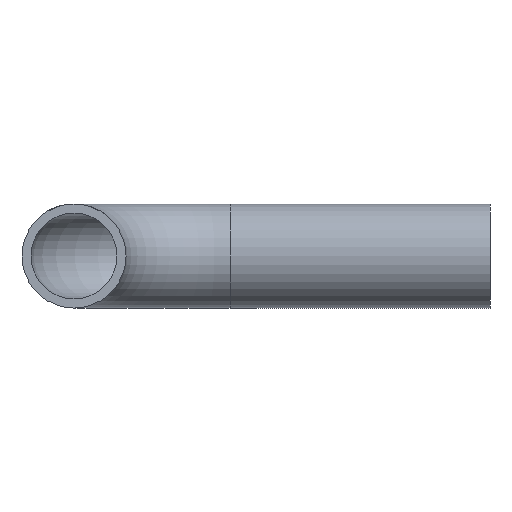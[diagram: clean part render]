
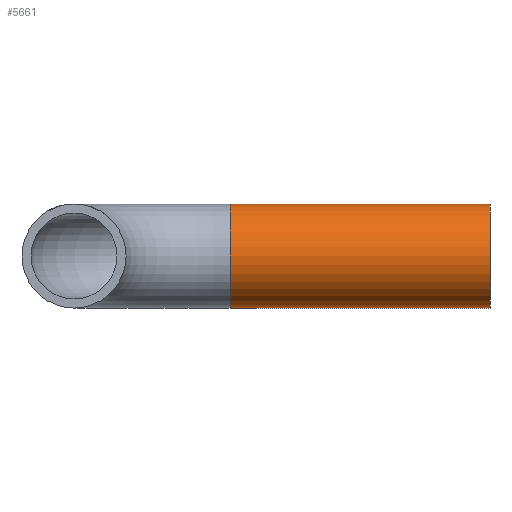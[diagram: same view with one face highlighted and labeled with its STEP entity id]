
A CAD part, front view. The second image highlights one B-rep face of the part: STEP entity #5661.
In plain terms, the highlighted cylindrical face has radius 9.525 mm (diameter 19.05 mm), a full revolution.
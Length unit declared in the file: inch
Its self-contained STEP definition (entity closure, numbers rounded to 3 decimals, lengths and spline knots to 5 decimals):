
#64=FACE_BOUND('',#1004,.T.);
#658=FACE_OUTER_BOUND('',#1003,.T.);
#1003=EDGE_LOOP('',(#5284));
#1004=EDGE_LOOP('',(#5285));
#1132=CIRCLE('',#5956,0.375);
#1133=CIRCLE('',#5957,0.375);
#2778=VERTEX_POINT('',#12647);
#2779=VERTEX_POINT('',#12649);
#3617=EDGE_CURVE('',#2778,#2778,#1132,.T.);
#3618=EDGE_CURVE('',#2779,#2779,#1133,.T.);
#5284=ORIENTED_EDGE('',*,*,#3617,.F.);
#5285=ORIENTED_EDGE('',*,*,#3618,.T.);
#5328=CYLINDRICAL_SURFACE('',#5955,0.375);
#5661=ADVANCED_FACE('',(#658,#64),#5328,.T.);
#5955=AXIS2_PLACEMENT_3D('',#12646,#6919,#6920);
#5956=AXIS2_PLACEMENT_3D('',#12648,#6921,#6922);
#5957=AXIS2_PLACEMENT_3D('',#12650,#6923,#6924);
#6919=DIRECTION('center_axis',(1.,0.,0.));
#6920=DIRECTION('ref_axis',(0.,1.,0.));
#6921=DIRECTION('center_axis',(1.,0.,0.));
#6922=DIRECTION('ref_axis',(0.,1.,0.));
#6923=DIRECTION('center_axis',(1.,0.,0.));
#6924=DIRECTION('ref_axis',(0.,1.,0.));
#12646=CARTESIAN_POINT('Origin',(1.125,3.,0.));
#12647=CARTESIAN_POINT('',(3.,2.625,0.));
#12648=CARTESIAN_POINT('Origin',(3.,3.,0.));
#12649=CARTESIAN_POINT('',(1.125,2.625,0.));
#12650=CARTESIAN_POINT('Origin',(1.125,3.,0.));
